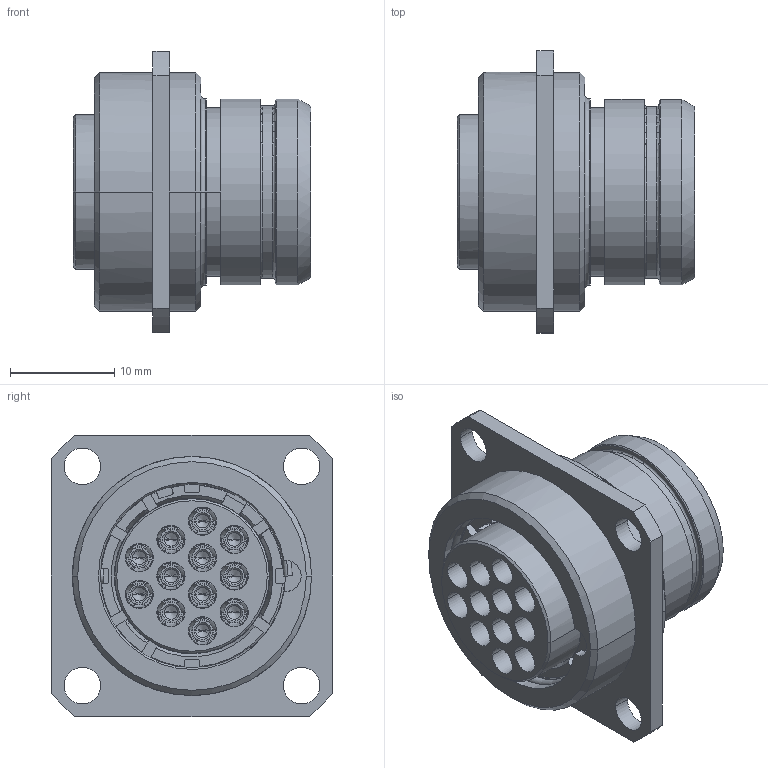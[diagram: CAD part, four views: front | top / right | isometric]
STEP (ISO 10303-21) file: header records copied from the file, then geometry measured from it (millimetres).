
FILE_DESCRIPTION((''),'2;1');
FILE_NAME('1332E212FS','2024-07-26T09:13:50',('paultorloting'),('NET AG system integration'),'CREO PARAMETRIC BY PTC INC, 2021404','CREO PARAMETRIC BY PTC INC, 2021404','');
FILE_SCHEMA(('AUTOMOTIVE_DESIGN { 1 0 10303 214 1 1 1 1 }'));
Products named in the file (1): 1332E212FS
Bounding box: 22.7 x 27 x 27 mm (x, y, z)
Volume: 6136.9 mm3; surface area: 8694.5 mm2
Topology: 1 solids, 1 shells, 1461 faces, 3819 edges, 2406 vertices
Faces by surface type: plane 743, cylinder 357, cone 163, torus 126, bspline 72
Entity records: 58542 total; most frequent: CARTESIAN_POINT 11741, DIRECTION 7772, ORIENTED_EDGE 7542, EDGE_CURVE 3771, AXIS2_PLACEMENT_3D 2891, VERTEX_POINT 2406, VECTOR 1987, LINE 1987
